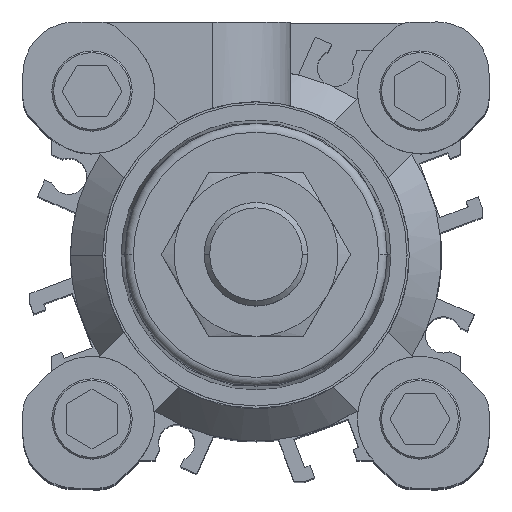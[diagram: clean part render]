
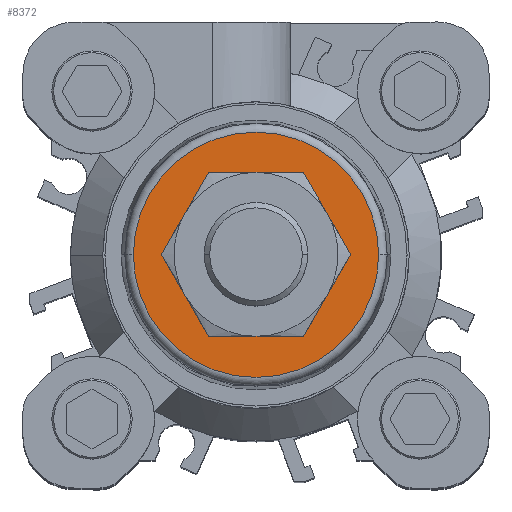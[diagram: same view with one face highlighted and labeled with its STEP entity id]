
A CAD part, top view. The second image highlights one B-rep face of the part: STEP entity #8372.
In plain terms, the highlighted planar face has unit normal (0, 0, 1).
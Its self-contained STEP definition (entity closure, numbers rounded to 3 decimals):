
#49 = DIRECTION ( 'NONE',  ( 1., 0., 0. ) ) ;
#71 = ORIENTED_EDGE ( 'NONE', *, *, #10199, .T. ) ;
#991 = CARTESIAN_POINT ( 'NONE',  ( -8., 0., 48.6 ) ) ;
#1156 = EDGE_CURVE ( 'NONE', #3405, #12990, #2786, .T. ) ;
#1271 = DIRECTION ( 'NONE',  ( 0., 0., 1. ) ) ;
#1590 = FACE_OUTER_BOUND ( 'NONE', #7097, .T. ) ;
#1768 = DIRECTION ( 'NONE',  ( 0., 0., 1. ) ) ;
#2199 = CARTESIAN_POINT ( 'NONE',  ( 0., 0., 48.6 ) ) ;
#2786 = CIRCLE ( 'NONE', #4995, 8. ) ;
#3264 = CIRCLE ( 'NONE', #4445, 14.21 ) ;
#3405 = VERTEX_POINT ( 'NONE', #991 ) ;
#3464 = CARTESIAN_POINT ( 'NONE',  ( 0., 0., 48.6 ) ) ;
#3540 = ORIENTED_EDGE ( 'NONE', *, *, #12953, .T. ) ;
#4111 = PLANE ( 'NONE',  #6828 ) ;
#4179 = DIRECTION ( 'NONE',  ( 0., 0., 1. ) ) ;
#4226 = DIRECTION ( 'NONE',  ( 1., 0., 0. ) ) ;
#4442 = DIRECTION ( 'NONE',  ( 1., 0., 0. ) ) ;
#4445 = AXIS2_PLACEMENT_3D ( 'NONE', #2199, #1768, #11570 ) ;
#4980 = FACE_BOUND ( 'NONE', #11727, .T. ) ;
#4995 = AXIS2_PLACEMENT_3D ( 'NONE', #7345, #9412, #10848 ) ;
#5200 = CIRCLE ( 'NONE', #12563, 14.21 ) ;
#5280 = ORIENTED_EDGE ( 'NONE', *, *, #11415, .F. ) ;
#5580 = CARTESIAN_POINT ( 'NONE',  ( 0., 0., 48.6 ) ) ;
#6140 = CARTESIAN_POINT ( 'NONE',  ( 8., 0., 48.6 ) ) ;
#6599 = CARTESIAN_POINT ( 'NONE',  ( 14.21, 0., 48.6 ) ) ;
#6828 = AXIS2_PLACEMENT_3D ( 'NONE', #12779, #12409, #49 ) ;
#7097 = EDGE_LOOP ( 'NONE', ( #71, #3540 ) ) ;
#7345 = CARTESIAN_POINT ( 'NONE',  ( 0., 0., 48.6 ) ) ;
#8372 = ADVANCED_FACE ( 'NONE', ( #1590, #4980 ), #4111, .T. ) ;
#9046 = CARTESIAN_POINT ( 'NONE',  ( -14.21, 0., 48.6 ) ) ;
#9193 = VERTEX_POINT ( 'NONE', #6599 ) ;
#9412 = DIRECTION ( 'NONE',  ( 0., 0., 1. ) ) ;
#9890 = AXIS2_PLACEMENT_3D ( 'NONE', #3464, #4179, #4226 ) ;
#10079 = ORIENTED_EDGE ( 'NONE', *, *, #1156, .F. ) ;
#10199 = EDGE_CURVE ( 'NONE', #9193, #11480, #5200, .T. ) ;
#10848 = DIRECTION ( 'NONE',  ( 1., 0., 0. ) ) ;
#11018 = CIRCLE ( 'NONE', #9890, 8. ) ;
#11415 = EDGE_CURVE ( 'NONE', #12990, #3405, #11018, .T. ) ;
#11480 = VERTEX_POINT ( 'NONE', #9046 ) ;
#11570 = DIRECTION ( 'NONE',  ( 1., 0., 0. ) ) ;
#11727 = EDGE_LOOP ( 'NONE', ( #5280, #10079 ) ) ;
#12409 = DIRECTION ( 'NONE',  ( 0., 0., 1. ) ) ;
#12563 = AXIS2_PLACEMENT_3D ( 'NONE', #5580, #1271, #4442 ) ;
#12779 = CARTESIAN_POINT ( 'NONE',  ( 0., 0., 48.6 ) ) ;
#12953 = EDGE_CURVE ( 'NONE', #11480, #9193, #3264, .T. ) ;
#12990 = VERTEX_POINT ( 'NONE', #6140 ) ;
